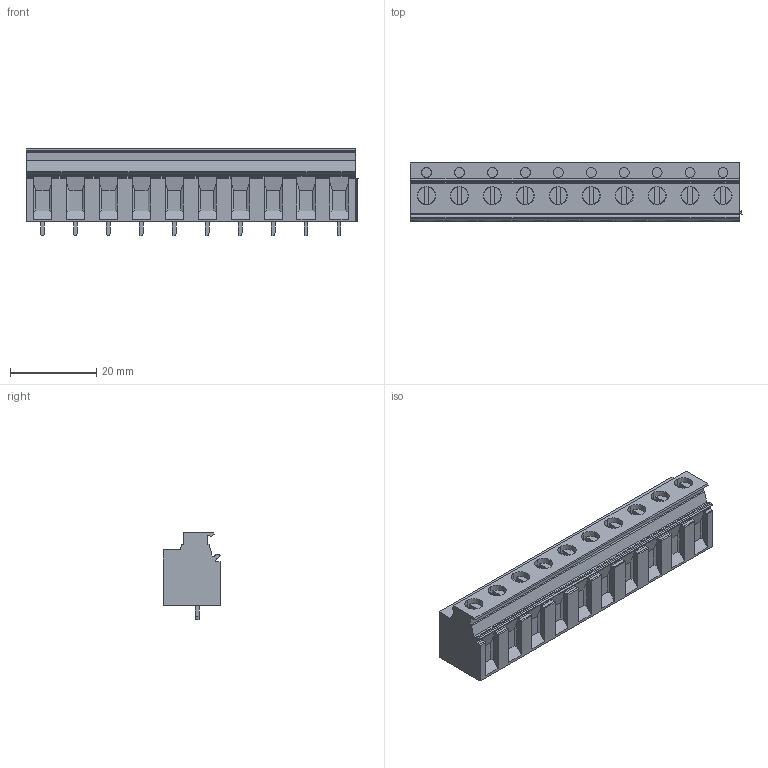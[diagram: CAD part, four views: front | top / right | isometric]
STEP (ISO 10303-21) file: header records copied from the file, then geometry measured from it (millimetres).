
FILE_DESCRIPTION(('CATIA V5 STEP Exchange','CAx-IF Rec.Pracs.--- Model Styling and Organization---1.4--- 2014-01-23'),'2;1');
FILE_NAME ('039722-2_0_1766570000_1766570000.stp','2021-07-27T12:08:51+00:00',('none'),('Weidmueller'),'CATIA Version 5-6 Release 2016 SP3 HF44','CATIA V5 STEP AP214','none');
FILE_SCHEMA(('AUTOMOTIVE_DESIGN { 1 0 10303 214 1 1 1 1 }'));
Length unit declared in the file: millimetre
Products named in the file (1): 1766570000
Bounding box: 76.8 x 13.4 x 20.2 mm (x, y, z)
Volume: 13482.9 mm3; surface area: 7522.6 mm2
Topology: 21 solids, 21 shells, 387 faces, 995 edges, 670 vertices
Faces by surface type: plane 281, cylinder 106
Entity records: 11806 total; most frequent: CARTESIAN_POINT 2219, ORIENTED_EDGE 1990, DIRECTION 1660, EDGE_CURVE 995, VECTOR 743, LINE 743, VERTEX_POINT 670, AXIS2_PLACEMENT_3D 575
